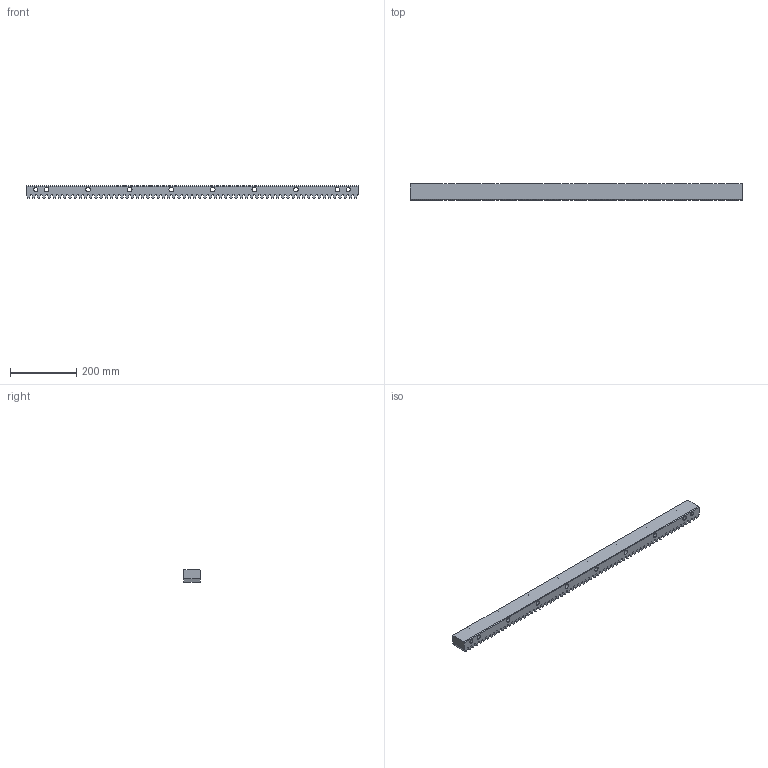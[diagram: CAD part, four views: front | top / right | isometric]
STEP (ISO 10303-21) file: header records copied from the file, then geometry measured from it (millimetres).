
FILE_DESCRIPTION(('STEP AP214'),'1');
FILE_NAME('144-050-410.stp','2017-05-22T14:11:46',('TraceParts'),('TraceParts S.A.'),'Spatial InterOp 3D',' ',' ');
FILE_SCHEMA(('automotive_design'));
Length unit declared in the file: millimetre
Products named in the file (1): 144-050-410
Bounding box: 1004.49 x 49 x 39 mm (x, y, z)
Volume: 1569447.9 mm3; surface area: 237010.5 mm2
Topology: 1 solids, 1 shells, 307 faces, 891 edges, 594 vertices
Faces by surface type: plane 271, cylinder 36
Entity records: 12498 total; most frequent: CARTESIAN_POINT 1793, ORIENTED_EDGE 1782, DIRECTION 1579, EDGE_CURVE 891, LINE 819, VECTOR 819, VERTEX_POINT 594, AXIS2_PLACEMENT_3D 380
